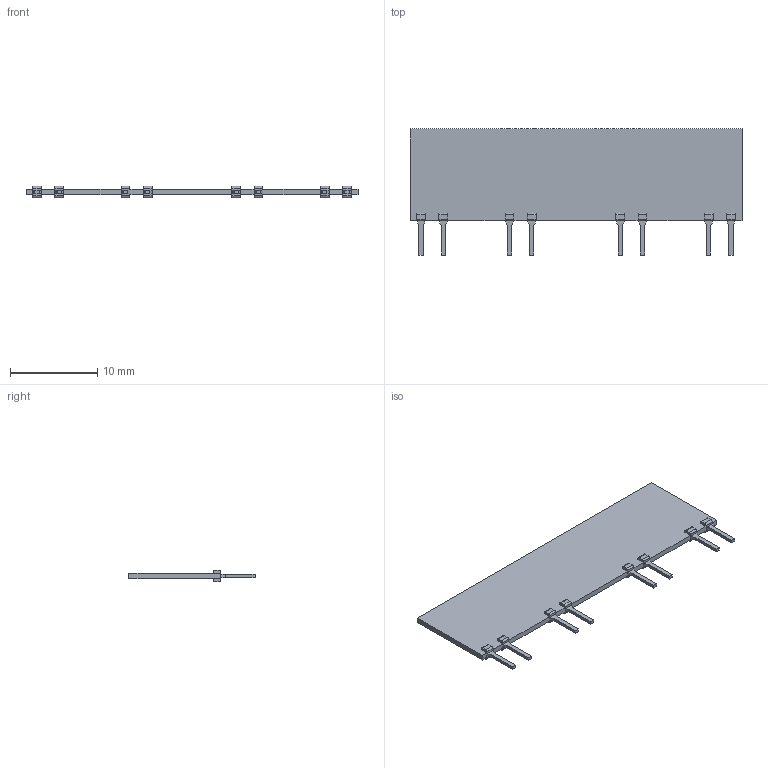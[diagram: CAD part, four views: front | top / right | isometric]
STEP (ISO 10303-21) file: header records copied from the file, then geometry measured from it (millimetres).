
FILE_DESCRIPTION((''),'2;1');
FILE_NAME('4B08B-503-RC','2012-08-23T',('ryans'),('Bourns, Inc.'),'PRO/ENGINEER BY PARAMETRIC TECHNOLOGY CORPORATION, 2010100','PRO/ENGINEER BY PARAMETRIC TECHNOLOGY CORPORATION, 2010100','');
FILE_SCHEMA(('CONFIG_CONTROL_DESIGN'));
Length unit declared in the file: millimetre
Products named in the file (1): 4B08B-503-RC
Bounding box: 38.1 x 14.48 x 1.29 mm (x, y, z)
Volume: 259.7 mm3; surface area: 936.1 mm2
Topology: 1 solids, 1 shells, 158 faces, 444 edges, 296 vertices
Faces by surface type: plane 126, cylinder 32
Entity records: 5090 total; most frequent: CARTESIAN_POINT 898, ORIENTED_EDGE 888, DIRECTION 824, EDGE_CURVE 444, VECTOR 380, LINE 380, VERTEX_POINT 296, AXIS2_PLACEMENT_3D 222
